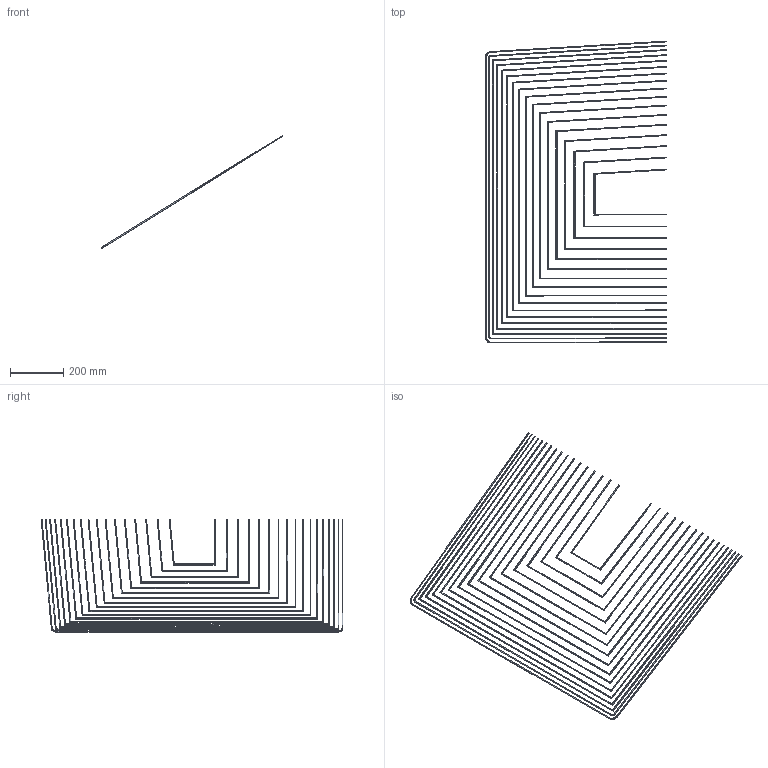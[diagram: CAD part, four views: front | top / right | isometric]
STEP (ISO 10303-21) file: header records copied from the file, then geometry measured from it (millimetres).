
FILE_DESCRIPTION(('FreeCAD Model'),'2;1');
FILE_NAME('detailed_HCLL/step/slice_cooling_plate_coolant_sample_envelope_1.step', '2018-05-01T08:42:06',('FreeCAD'),('FreeCAD'), 'Open CASCADE STEP processor 7.2','FreeCAD','Unknown');
FILE_SCHEMA(('AUTOMOTIVE_DESIGN_CC2 { 1 2 10303 214 -1 1 5 4 }'));
Length unit declared in the file: millimetre
Products named in the file (18): Open CASCADE STEP translator 7.2 25; Open CASCADE STEP translator 7.2 25.1; Open CASCADE STEP translator 7.2 25.2; Open CASCADE STEP translator 7.2 25.3; Open CASCADE STEP translator 7.2 25.4; Open CASCADE STEP translator 7.2 25.5; Open CASCADE STEP translator 7.2 25.6; Open CASCADE STEP translator 7.2 25.7; Open CASCADE STEP translator 7.2 25.8; Open CASCADE STEP translator 7.2 25.9; Open CASCADE STEP translator 7.2 25.10; Open CASCADE STEP translator 7.2 25.11; Open CASCADE STEP translator 7.2 25.12; Open CASCADE STEP translator 7.2 25.13; Open CASCADE STEP translator 7.2 25.14; Open CASCADE STEP translator 7.2 25.15; Open CASCADE STEP translator 7.2 25.16; Open CASCADE STEP translator 7.2 25.17
Assembly tree (17 placements, depth 2):
  Open CASCADE STEP translator 7.2 25
    Open CASCADE STEP translator 7.2 25.1
    Open CASCADE STEP translator 7.2 25.2
    Open CASCADE STEP translator 7.2 25.3
    Open CASCADE STEP translator 7.2 25.4
    Open CASCADE STEP translator 7.2 25.5
    Open CASCADE STEP translator 7.2 25.6
    Open CASCADE STEP translator 7.2 25.7
    Open CASCADE STEP translator 7.2 25.8
    Open CASCADE STEP translator 7.2 25.9
    Open CASCADE STEP translator 7.2 25.10
    Open CASCADE STEP translator 7.2 25.11
    Open CASCADE STEP translator 7.2 25.12
    Open CASCADE STEP translator 7.2 25.13
    Open CASCADE STEP translator 7.2 25.14
    Open CASCADE STEP translator 7.2 25.15
    Open CASCADE STEP translator 7.2 25.16
    Open CASCADE STEP translator 7.2 25.17
Bounding box: 682.3 x 1132.93 x 423.79 mm (x, y, z)
Volume: 386712.5 mm3; surface area: 451573 mm2
Topology: 17 solids, 17 shells, 178 faces, 432 edges, 288 vertices
Faces by surface type: plane 170, cylinder 8
Entity records: 10500 total; most frequent: CARTESIAN_POINT 2408, DIRECTION 1134, ORIENTED_EDGE 864, PCURVE 864, DEFINITIONAL_REPRESENTATION 864, LINE 694, VECTOR 694, B_SPLINE_CURVE_WITH_KNOTS 570
